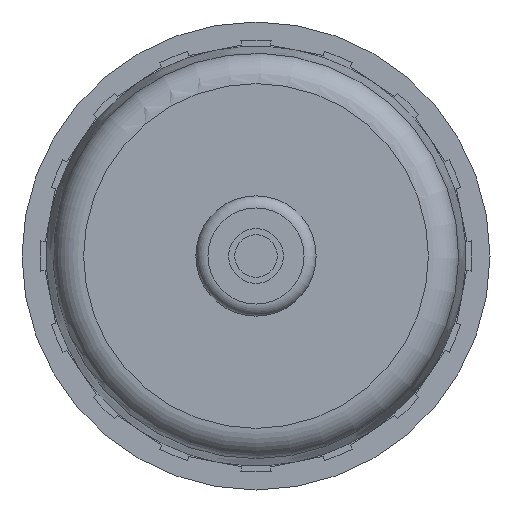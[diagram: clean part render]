
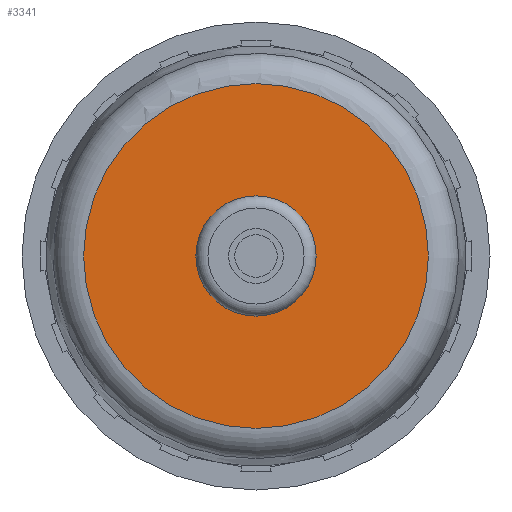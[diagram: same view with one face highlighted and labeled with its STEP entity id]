
A CAD part, front view. The second image highlights one B-rep face of the part: STEP entity #3341.
In plain terms, the highlighted planar face has unit normal (0, -1, 0).
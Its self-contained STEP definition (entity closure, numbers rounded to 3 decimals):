
#75=PLANE('',#3659);
#302=CIRCLE('',#3658,28.36);
#303=CIRCLE('',#3660,9.45);
#715=ORIENTED_EDGE('',*,*,#1643,.F.);
#716=ORIENTED_EDGE('',*,*,#1642,.T.);
#1642=EDGE_CURVE('',#2076,#2076,#302,.T.);
#1643=EDGE_CURVE('',#2077,#2077,#303,.T.);
#2076=VERTEX_POINT('',#5496);
#2077=VERTEX_POINT('',#5499);
#2892=EDGE_LOOP('',(#715));
#2893=EDGE_LOOP('',(#716));
#3101=FACE_BOUND('',#2892,.T.);
#3102=FACE_BOUND('',#2893,.T.);
#3341=ADVANCED_FACE('',(#3101,#3102),#75,.F.);
#3658=AXIS2_PLACEMENT_3D('',#5495,#4346,#4347);
#3659=AXIS2_PLACEMENT_3D('',#5497,#4348,#4349);
#3660=AXIS2_PLACEMENT_3D('',#5498,#4350,#4351);
#4346=DIRECTION('',(0.,-1.,0.));
#4347=DIRECTION('',(0.,0.,-1.));
#4348=DIRECTION('',(0.,1.,0.));
#4349=DIRECTION('',(0.,0.,1.));
#4350=DIRECTION('',(0.,-1.,0.));
#4351=DIRECTION('',(0.,0.,-1.));
#5495=CARTESIAN_POINT('',(0.,13.1,0.));
#5496=CARTESIAN_POINT('',(0.,13.1,-28.36));
#5497=CARTESIAN_POINT('',(28.36,13.1,0.));
#5498=CARTESIAN_POINT('',(0.,13.1,0.));
#5499=CARTESIAN_POINT('',(0.,13.1,-9.45));
